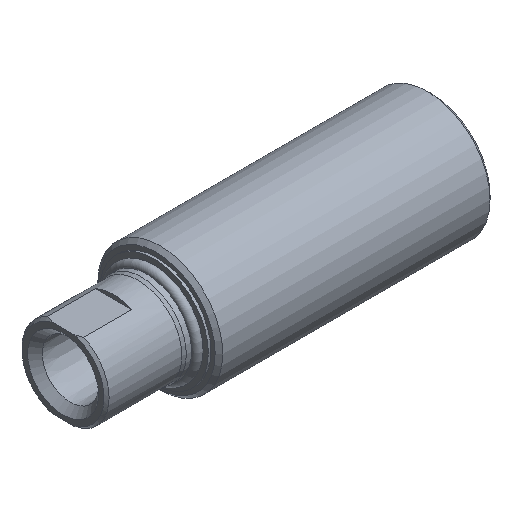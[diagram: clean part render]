
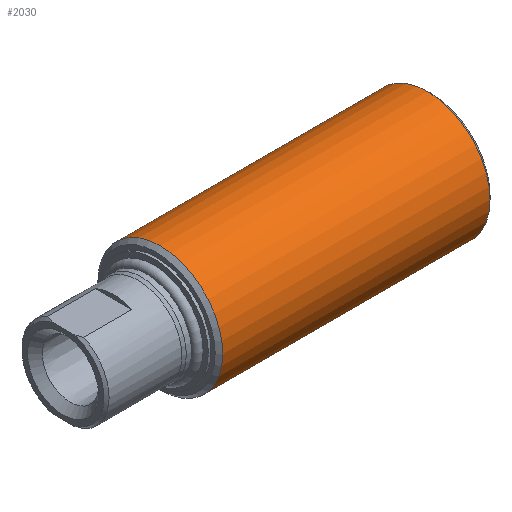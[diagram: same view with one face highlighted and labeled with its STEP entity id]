
A CAD part, isometric view. The second image highlights one B-rep face of the part: STEP entity #2030.
In plain terms, the highlighted cylindrical face has radius 12.522 mm (diameter 25.044 mm), a full revolution.
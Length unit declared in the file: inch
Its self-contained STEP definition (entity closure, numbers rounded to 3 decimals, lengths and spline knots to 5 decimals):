
#30=FACE_BOUND('',#479,.T.);
#336=FACE_OUTER_BOUND('',#478,.T.);
#478=EDGE_LOOP('',(#1834));
#479=EDGE_LOOP('',(#1835));
#788=CIRCLE('',#2265,0.493);
#789=CIRCLE('',#2267,0.493);
#991=VERTEX_POINT('',#3920);
#992=VERTEX_POINT('',#3923);
#1284=EDGE_CURVE('',#991,#991,#788,.T.);
#1285=EDGE_CURVE('',#992,#992,#789,.T.);
#1834=ORIENTED_EDGE('',*,*,#1285,.F.);
#1835=ORIENTED_EDGE('',*,*,#1284,.T.);
#1918=CYLINDRICAL_SURFACE('',#2266,0.493);
#2030=ADVANCED_FACE('',(#336,#30),#1918,.T.);
#2265=AXIS2_PLACEMENT_3D('',#3921,#2810,#2811);
#2266=AXIS2_PLACEMENT_3D('',#3922,#2812,#2813);
#2267=AXIS2_PLACEMENT_3D('',#3924,#2814,#2815);
#2810=DIRECTION('center_axis',(1.,0.,0.));
#2811=DIRECTION('ref_axis',(0.,1.,0.));
#2812=DIRECTION('center_axis',(1.,0.,0.));
#2813=DIRECTION('ref_axis',(0.,1.,0.));
#2814=DIRECTION('center_axis',(1.,0.,0.));
#2815=DIRECTION('ref_axis',(0.,1.,0.));
#3920=CARTESIAN_POINT('',(0.76797,0.493,0.));
#3921=CARTESIAN_POINT('Origin',(0.76797,0.,
0.));
#3922=CARTESIAN_POINT('Origin',(1.82297,0.,0.));
#3923=CARTESIAN_POINT('',(2.87797,0.493,0.));
#3924=CARTESIAN_POINT('Origin',(2.87797,0.,0.));
